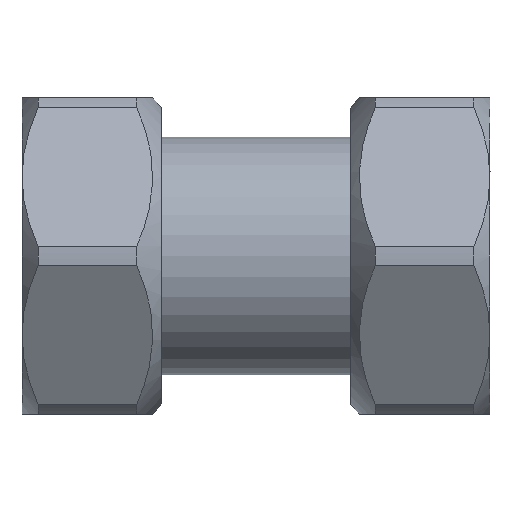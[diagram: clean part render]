
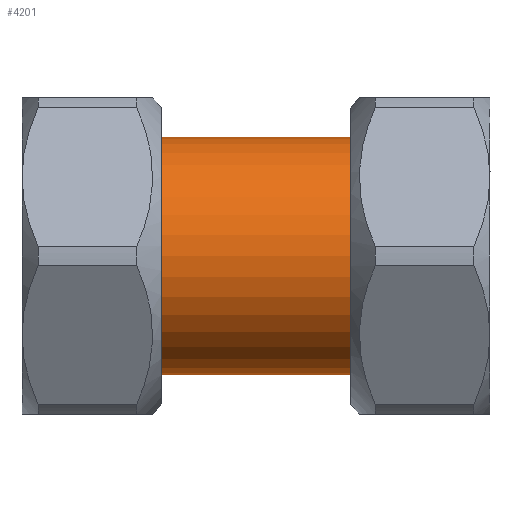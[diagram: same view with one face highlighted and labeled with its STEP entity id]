
A CAD part, front view. The second image highlights one B-rep face of the part: STEP entity #4201.
In plain terms, the highlighted cylindrical face has radius 11.938 mm (diameter 23.876 mm), a full revolution.
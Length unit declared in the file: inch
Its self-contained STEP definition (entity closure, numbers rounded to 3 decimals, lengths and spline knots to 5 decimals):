
#278 = CIRCLE ( 'NONE', #3876, 0.47 ) ;
#283 = DIRECTION ( 'NONE',  ( 0., 0., 1. ) ) ;
#484 = ORIENTED_EDGE ( 'NONE', *, *, #1598, .T. ) ;
#1085 = VERTEX_POINT ( 'NONE', #5915 ) ;
#1518 = CARTESIAN_POINT ( 'NONE',  ( 0.913, 0., 0. ) ) ;
#1598 = EDGE_CURVE ( 'NONE', #3078, #3078, #4468, .T. ) ;
#2026 = DIRECTION ( 'NONE',  ( 0., 0., -1. ) ) ;
#2055 = FACE_OUTER_BOUND ( 'NONE', #6010, .T. ) ;
#2435 = CARTESIAN_POINT ( 'NONE',  ( 1.357, 0., 0. ) ) ;
#2468 = AXIS2_PLACEMENT_3D ( 'NONE', #4672, #5190, #2026 ) ;
#3078 = VERTEX_POINT ( 'NONE', #6437 ) ;
#3673 = EDGE_LOOP ( 'NONE', ( #484 ) ) ;
#3876 = AXIS2_PLACEMENT_3D ( 'NONE', #2435, #4057, #5051 ) ;
#4057 = DIRECTION ( 'NONE',  ( -1., 0., 0. ) ) ;
#4201 = ADVANCED_FACE ( 'NONE', ( #2055, #6729 ), #6315, .T. ) ;
#4405 = EDGE_CURVE ( 'NONE', #1085, #1085, #278, .T. ) ;
#4468 = CIRCLE ( 'NONE', #2468, 0.47 ) ;
#4672 = CARTESIAN_POINT ( 'NONE',  ( 0.493, 0., 0. ) ) ;
#5051 = DIRECTION ( 'NONE',  ( 0., 0., 1. ) ) ;
#5190 = DIRECTION ( 'NONE',  ( 1., 0., 0. ) ) ;
#5287 = ORIENTED_EDGE ( 'NONE', *, *, #4405, .T. ) ;
#5605 = DIRECTION ( 'NONE',  ( -1., 0., 0. ) ) ;
#5915 = CARTESIAN_POINT ( 'NONE',  ( 1.357, 0., 0.47 ) ) ;
#6010 = EDGE_LOOP ( 'NONE', ( #5287 ) ) ;
#6315 = CYLINDRICAL_SURFACE ( 'NONE', #6335, 0.47 ) ;
#6335 = AXIS2_PLACEMENT_3D ( 'NONE', #1518, #5605, #283 ) ;
#6437 = CARTESIAN_POINT ( 'NONE',  ( 0.493, 0., -0.47 ) ) ;
#6729 = FACE_OUTER_BOUND ( 'NONE', #3673, .T. ) ;
